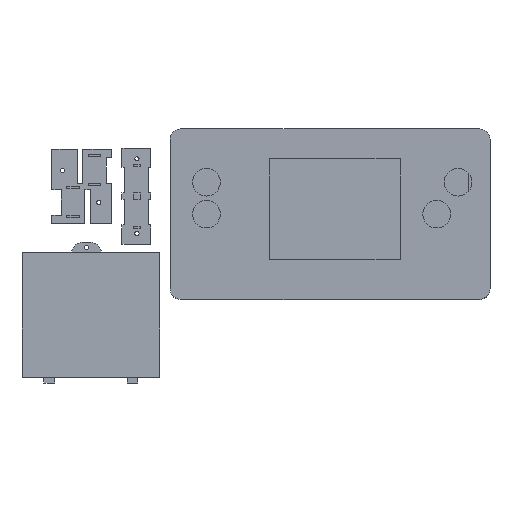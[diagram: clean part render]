
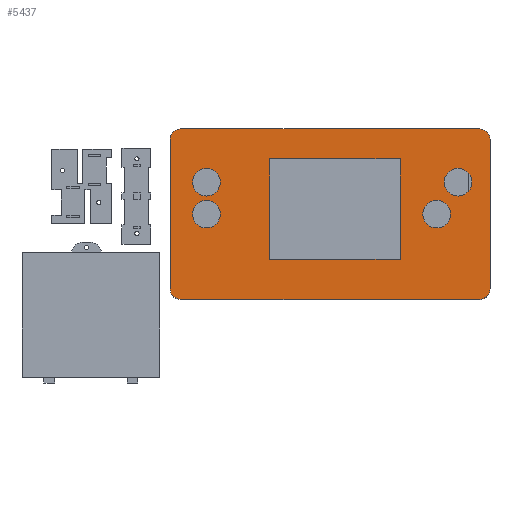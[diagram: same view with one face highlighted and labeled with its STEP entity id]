
A CAD part, top view. The second image highlights one B-rep face of the part: STEP entity #5437.
In plain terms, the highlighted planar face has unit normal (0, 0, 1).
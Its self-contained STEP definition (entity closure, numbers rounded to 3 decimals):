
#90=FACE_BOUND('',#910,.T.);
#91=FACE_BOUND('',#911,.T.);
#92=FACE_BOUND('',#912,.T.);
#93=FACE_BOUND('',#913,.T.);
#94=FACE_BOUND('',#914,.T.);
#255=CIRCLE('',#5876,5.);
#256=CIRCLE('',#5879,5.);
#257=CIRCLE('',#5882,5.);
#258=CIRCLE('',#5885,5.);
#259=CIRCLE('',#5887,6.5);
#260=CIRCLE('',#5889,6.5);
#261=CIRCLE('',#5893,6.5);
#262=CIRCLE('',#5894,6.5);
#559=FACE_OUTER_BOUND('',#909,.T.);
#909=EDGE_LOOP('',(#4435,#4436,#4437,#4438,#4439,#4440,#4441,#4442));
#910=EDGE_LOOP('',(#4443,#4444,#4445,#4446));
#911=EDGE_LOOP('',(#4447));
#912=EDGE_LOOP('',(#4448));
#913=EDGE_LOOP('',(#4449));
#914=EDGE_LOOP('',(#4450));
#1288=LINE('',#8369,#1876);
#1292=LINE('',#8376,#1880);
#1374=LINE('',#8606,#1962);
#1378=LINE('',#8615,#1966);
#1381=LINE('',#8623,#1969);
#1384=LINE('',#8631,#1972);
#1388=LINE('',#8645,#1976);
#1390=LINE('',#8648,#1978);
#1876=VECTOR('',#6747,10.);
#1880=VECTOR('',#6753,10.);
#1962=VECTOR('',#6977,10.);
#1966=VECTOR('',#6987,10.);
#1969=VECTOR('',#6996,10.);
#1972=VECTOR('',#7005,10.);
#1976=VECTOR('',#7023,10.);
#1978=VECTOR('',#7027,10.);
#2459=VERTEX_POINT('',#8366);
#2460=VERTEX_POINT('',#8368);
#2462=VERTEX_POINT('',#8374);
#2538=VERTEX_POINT('',#8604);
#2539=VERTEX_POINT('',#8605);
#2540=VERTEX_POINT('',#8610);
#2541=VERTEX_POINT('',#8614);
#2542=VERTEX_POINT('',#8618);
#2543=VERTEX_POINT('',#8622);
#2544=VERTEX_POINT('',#8626);
#2545=VERTEX_POINT('',#8630);
#2546=VERTEX_POINT('',#8636);
#2547=VERTEX_POINT('',#8640);
#2548=VERTEX_POINT('',#8644);
#2549=VERTEX_POINT('',#8650);
#2550=VERTEX_POINT('',#8652);
#3079=EDGE_CURVE('',#2459,#2460,#1288,.T.);
#3083=EDGE_CURVE('',#2459,#2462,#1292,.T.);
#3193=EDGE_CURVE('',#2538,#2539,#1374,.T.);
#3196=EDGE_CURVE('',#2539,#2540,#255,.T.);
#3198=EDGE_CURVE('',#2540,#2541,#1378,.T.);
#3200=EDGE_CURVE('',#2541,#2542,#256,.T.);
#3202=EDGE_CURVE('',#2542,#2543,#1381,.T.);
#3204=EDGE_CURVE('',#2543,#2544,#257,.T.);
#3206=EDGE_CURVE('',#2544,#2545,#1384,.T.);
#3208=EDGE_CURVE('',#2545,#2538,#258,.T.);
#3209=EDGE_CURVE('',#2546,#2546,#259,.F.);
#3211=EDGE_CURVE('',#2547,#2547,#260,.F.);
#3213=EDGE_CURVE('',#2548,#2460,#1388,.T.);
#3215=EDGE_CURVE('',#2462,#2548,#1390,.T.);
#3216=EDGE_CURVE('',#2549,#2549,#261,.F.);
#3217=EDGE_CURVE('',#2550,#2550,#262,.F.);
#4435=ORIENTED_EDGE('',*,*,#3208,.F.);
#4436=ORIENTED_EDGE('',*,*,#3206,.F.);
#4437=ORIENTED_EDGE('',*,*,#3204,.F.);
#4438=ORIENTED_EDGE('',*,*,#3202,.F.);
#4439=ORIENTED_EDGE('',*,*,#3200,.F.);
#4440=ORIENTED_EDGE('',*,*,#3198,.F.);
#4441=ORIENTED_EDGE('',*,*,#3196,.F.);
#4442=ORIENTED_EDGE('',*,*,#3193,.F.);
#4443=ORIENTED_EDGE('',*,*,#3215,.T.);
#4444=ORIENTED_EDGE('',*,*,#3213,.T.);
#4445=ORIENTED_EDGE('',*,*,#3079,.F.);
#4446=ORIENTED_EDGE('',*,*,#3083,.T.);
#4447=ORIENTED_EDGE('',*,*,#3216,.F.);
#4448=ORIENTED_EDGE('',*,*,#3211,.F.);
#4449=ORIENTED_EDGE('',*,*,#3217,.F.);
#4450=ORIENTED_EDGE('',*,*,#3209,.F.);
#5150=PLANE('',#5892);
#5437=ADVANCED_FACE('',(#559,#90,#91,#92,#93,#94),#5150,.T.);
#5876=AXIS2_PLACEMENT_3D('',#8611,#6982,#6983);
#5879=AXIS2_PLACEMENT_3D('',#8619,#6991,#6992);
#5882=AXIS2_PLACEMENT_3D('',#8627,#7000,#7001);
#5885=AXIS2_PLACEMENT_3D('',#8634,#7009,#7010);
#5887=AXIS2_PLACEMENT_3D('',#8637,#7013,#7014);
#5889=AXIS2_PLACEMENT_3D('',#8641,#7018,#7019);
#5892=AXIS2_PLACEMENT_3D('',#8649,#7028,#7029);
#5893=AXIS2_PLACEMENT_3D('',#8651,#7030,#7031);
#5894=AXIS2_PLACEMENT_3D('',#8653,#7032,#7033);
#6747=DIRECTION('',(0.,-1.,0.));
#6753=DIRECTION('',(1.,0.,0.));
#6977=DIRECTION('',(-1.,0.,0.));
#6982=DIRECTION('center_axis',(0.,0.,-1.));
#6983=DIRECTION('ref_axis',(-0.707,-0.707,0.));
#6987=DIRECTION('',(0.,1.,0.));
#6991=DIRECTION('center_axis',(0.,0.,-1.));
#6992=DIRECTION('ref_axis',(-0.707,0.707,0.));
#6996=DIRECTION('',(1.,0.,0.));
#7000=DIRECTION('center_axis',(0.,0.,-1.));
#7001=DIRECTION('ref_axis',(0.707,0.707,0.));
#7005=DIRECTION('',(0.,-1.,0.));
#7009=DIRECTION('center_axis',(0.,0.,-1.));
#7010=DIRECTION('ref_axis',(0.707,-0.707,0.));
#7013=DIRECTION('center_axis',(0.,0.,-1.));
#7014=DIRECTION('ref_axis',(-1.,0.,0.));
#7018=DIRECTION('center_axis',(0.,0.,-1.));
#7019=DIRECTION('ref_axis',(-1.,0.,0.));
#7023=DIRECTION('',(-1.,0.,0.));
#7027=DIRECTION('',(0.,-1.,0.));
#7028=DIRECTION('center_axis',(0.,0.,1.));
#7029=DIRECTION('ref_axis',(1.,0.,0.));
#7030=DIRECTION('center_axis',(0.,0.,-1.));
#7031=DIRECTION('ref_axis',(-1.,0.,0.));
#7032=DIRECTION('center_axis',(0.,0.,-1.));
#7033=DIRECTION('ref_axis',(-1.,0.,0.));
#8366=CARTESIAN_POINT('',(-28.405,30.876,47.));
#8368=CARTESIAN_POINT('',(-28.405,-16.124,47.));
#8369=CARTESIAN_POINT('',(-28.405,-5.062,47.));
#8374=CARTESIAN_POINT('',(32.845,30.876,47.));
#8376=CARTESIAN_POINT('',(-15.202,30.876,47.));
#8604=CARTESIAN_POINT('',(70.,-35.,47.));
#8605=CARTESIAN_POINT('',(-70.,-35.,47.));
#8606=CARTESIAN_POINT('',(-37.5,-35.,47.));
#8610=CARTESIAN_POINT('',(-75.,-30.,47.));
#8611=CARTESIAN_POINT('Origin',(-70.,-30.,47.));
#8614=CARTESIAN_POINT('',(-75.,40.,47.));
#8615=CARTESIAN_POINT('',(-75.,25.,47.));
#8618=CARTESIAN_POINT('',(-70.,45.,47.));
#8619=CARTESIAN_POINT('Origin',(-70.,40.,47.));
#8622=CARTESIAN_POINT('',(70.,45.,47.));
#8623=CARTESIAN_POINT('',(37.5,45.,47.));
#8626=CARTESIAN_POINT('',(75.,40.,47.));
#8627=CARTESIAN_POINT('Origin',(70.,40.,47.));
#8630=CARTESIAN_POINT('',(75.,-30.,47.));
#8631=CARTESIAN_POINT('',(75.,-15.,47.));
#8634=CARTESIAN_POINT('Origin',(70.,-30.,47.));
#8636=CARTESIAN_POINT('',(66.5,20.,47.));
#8637=CARTESIAN_POINT('Origin',(60.,20.,47.));
#8640=CARTESIAN_POINT('',(56.5,5.,47.));
#8641=CARTESIAN_POINT('Origin',(50.,5.,47.));
#8644=CARTESIAN_POINT('',(32.845,-16.124,47.));
#8645=CARTESIAN_POINT('',(-0.14,-16.124,47.));
#8648=CARTESIAN_POINT('',(32.845,-5.062,47.));
#8649=CARTESIAN_POINT('Origin',(0.,5.,47.));
#8650=CARTESIAN_POINT('',(-51.5,5.,47.));
#8651=CARTESIAN_POINT('Origin',(-58.,5.,47.));
#8652=CARTESIAN_POINT('',(-51.5,20.,47.));
#8653=CARTESIAN_POINT('Origin',(-58.,20.,47.));
